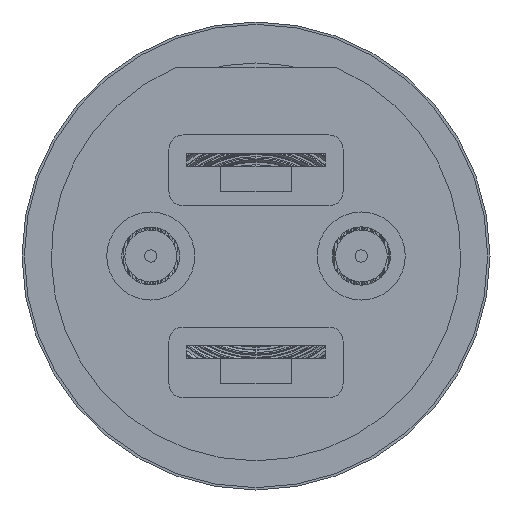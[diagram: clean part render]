
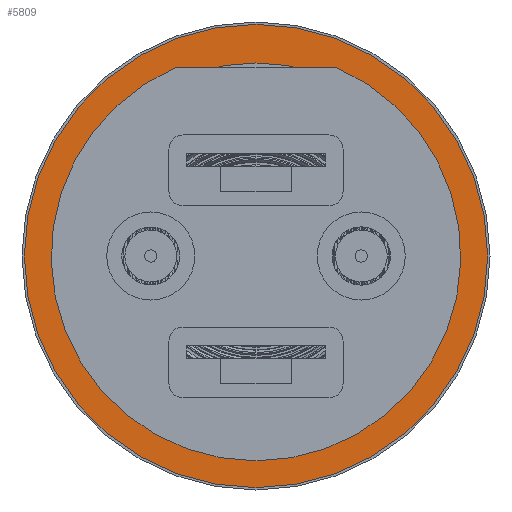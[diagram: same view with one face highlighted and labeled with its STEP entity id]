
A CAD part, front view. The second image highlights one B-rep face of the part: STEP entity #5809.
In plain terms, the highlighted planar face has unit normal (0, -1, 0).
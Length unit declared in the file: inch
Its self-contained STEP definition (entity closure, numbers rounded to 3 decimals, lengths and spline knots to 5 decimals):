
#324 = CIRCLE ( 'NONE', #862, 0.435 ) ;
#355 = CARTESIAN_POINT ( 'NONE',  ( 0., -0.03, 0. ) ) ;
#467 = EDGE_LOOP ( 'NONE', ( #6625, #3394, #1191 ) ) ;
#747 = CARTESIAN_POINT ( 'NONE',  ( 0., -0.03, 0. ) ) ;
#862 = AXIS2_PLACEMENT_3D ( 'NONE', #747, #4779, #1327 ) ;
#943 = DIRECTION ( 'NONE',  ( 0., 0., -1. ) ) ;
#960 = VERTEX_POINT ( 'NONE', #4740 ) ;
#1100 = CIRCLE ( 'NONE', #3283, 0.492 ) ;
#1191 = ORIENTED_EDGE ( 'NONE', *, *, #4694, .F. ) ;
#1286 = VERTEX_POINT ( 'NONE', #3463 ) ;
#1327 = DIRECTION ( 'NONE',  ( 0., 0., -1. ) ) ;
#1376 = DIRECTION ( 'NONE',  ( 1., 0., 0. ) ) ;
#1397 = EDGE_CURVE ( 'NONE', #5856, #960, #7186, .T. ) ;
#2034 = EDGE_CURVE ( 'NONE', #5856, #3387, #324, .T. ) ;
#2217 = AXIS2_PLACEMENT_3D ( 'NONE', #6792, #3327, #7376 ) ;
#2550 = AXIS2_PLACEMENT_3D ( 'NONE', #355, #4388, #943 ) ;
#2741 = DIRECTION ( 'NONE',  ( 0., -1., 0. ) ) ;
#2750 = VECTOR ( 'NONE', #1376, 39.37008 ) ;
#3204 = EDGE_CURVE ( 'NONE', #4179, #1286, #1100, .T. ) ;
#3283 = AXIS2_PLACEMENT_3D ( 'NONE', #6186, #2741, #6777 ) ;
#3327 = DIRECTION ( 'NONE',  ( 0., -1., 0. ) ) ;
#3387 = VERTEX_POINT ( 'NONE', #4231 ) ;
#3394 = ORIENTED_EDGE ( 'NONE', *, *, #1397, .T. ) ;
#3399 = ORIENTED_EDGE ( 'NONE', *, *, #3204, .T. ) ;
#3463 = CARTESIAN_POINT ( 'NONE',  ( 0., -0.03, -0.492 ) ) ;
#3605 = EDGE_CURVE ( 'NONE', #1286, #4179, #4151, .T. ) ;
#4151 = CIRCLE ( 'NONE', #2217, 0.492 ) ;
#4179 = VERTEX_POINT ( 'NONE', #4277 ) ;
#4231 = CARTESIAN_POINT ( 'NONE',  ( 0., -0.03, -0.435 ) ) ;
#4277 = CARTESIAN_POINT ( 'NONE',  ( 0., -0.03, 0.492 ) ) ;
#4388 = DIRECTION ( 'NONE',  ( 0., -1., 0. ) ) ;
#4694 = EDGE_CURVE ( 'NONE', #3387, #960, #6306, .T. ) ;
#4740 = CARTESIAN_POINT ( 'NONE',  ( 0.17095, -0.03, 0.4 ) ) ;
#4751 = CARTESIAN_POINT ( 'NONE',  ( 0., -0.03, 0.4 ) ) ;
#4779 = DIRECTION ( 'NONE',  ( 0., -1., 0. ) ) ;
#4962 = FACE_OUTER_BOUND ( 'NONE', #7146, .T. ) ;
#5180 = DIRECTION ( 'NONE',  ( 0., -1., 0. ) ) ;
#5251 = CARTESIAN_POINT ( 'NONE',  ( -0.17095, -0.03, 0.4 ) ) ;
#5521 = ORIENTED_EDGE ( 'NONE', *, *, #3605, .T. ) ;
#5809 = ADVANCED_FACE ( 'NONE', ( #6668, #4962 ), #6315, .T. ) ;
#5856 = VERTEX_POINT ( 'NONE', #5251 ) ;
#6186 = CARTESIAN_POINT ( 'NONE',  ( 0., -0.03, 0. ) ) ;
#6306 = CIRCLE ( 'NONE', #2550, 0.435 ) ;
#6315 = PLANE ( 'NONE',  #6526 ) ;
#6526 = AXIS2_PLACEMENT_3D ( 'NONE', #6907, #5180, #7489 ) ;
#6625 = ORIENTED_EDGE ( 'NONE', *, *, #2034, .F. ) ;
#6668 = FACE_BOUND ( 'NONE', #467, .T. ) ;
#6777 = DIRECTION ( 'NONE',  ( 0., 0., -1. ) ) ;
#6792 = CARTESIAN_POINT ( 'NONE',  ( 0., -0.03, 0. ) ) ;
#6907 = CARTESIAN_POINT ( 'NONE',  ( 0., -0.03, 0. ) ) ;
#7146 = EDGE_LOOP ( 'NONE', ( #3399, #5521 ) ) ;
#7186 = LINE ( 'NONE', #4751, #2750 ) ;
#7376 = DIRECTION ( 'NONE',  ( 0., 0., -1. ) ) ;
#7489 = DIRECTION ( 'NONE',  ( 0., 0., -1. ) ) ;
